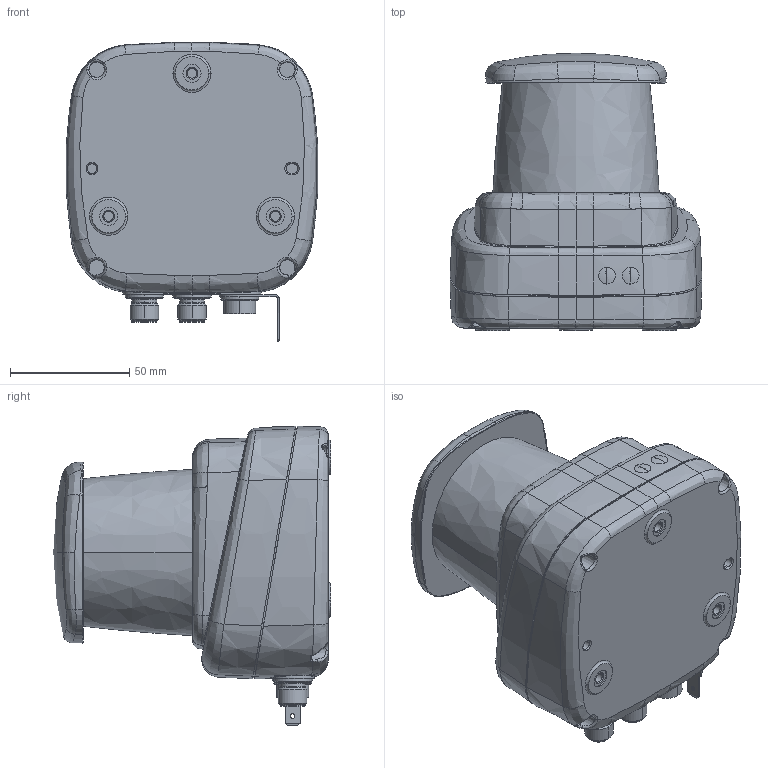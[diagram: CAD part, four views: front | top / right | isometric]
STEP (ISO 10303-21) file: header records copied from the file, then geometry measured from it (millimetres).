
FILE_DESCRIPTION((''),'2;1');
FILE_NAME('DB007918_VDM2000_AUSSENSCHALE','2018-04-18T',('twuensche'),(''),'PRO/ENGINEER BY PARAMETRIC TECHNOLOGY CORPORATION, 2015440','PRO/ENGINEER BY PARAMETRIC TECHNOLOGY CORPORATION, 2015440','');
FILE_SCHEMA(('CONFIG_CONTROL_DESIGN'));
Length unit declared in the file: millimetre
Products named in the file (1): DB007918_VDM2000_AUSSENSCHALE
Bounding box: 105.49 x 116.5 x 125.7 mm (x, y, z)
Volume: 747851 mm3; surface area: 55864.7 mm2
Topology: 1 solids, 1 shells, 404 faces, 952 edges, 580 vertices
Faces by surface type: bspline 220, plane 63, cylinder 53, cone 36, torus 20, extrusion 10, sphere 2
Entity records: 27638 total; most frequent: CARTESIAN_POINT 16893, ORIENTED_EDGE 1874, DIRECTION 1184, EDGE_CURVE 937, VERTEX_POINT 562, AXIS2_PLACEMENT_3D 484, B_SPLINE_CURVE_WITH_KNOTS 442, EDGE_LOOP 437
